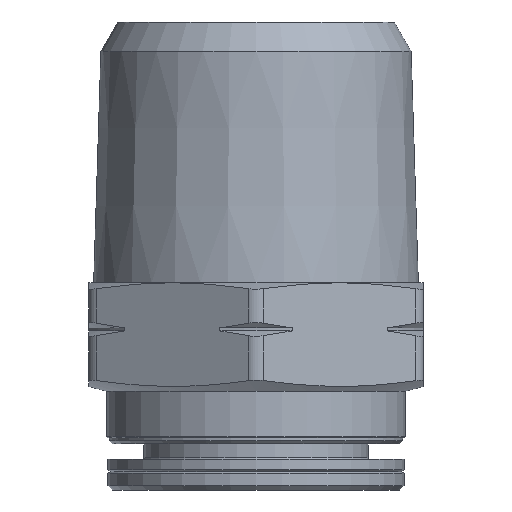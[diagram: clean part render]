
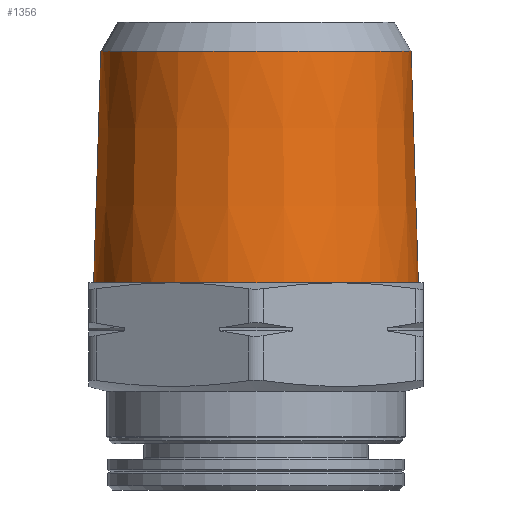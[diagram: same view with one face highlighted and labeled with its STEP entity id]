
A CAD part, front view. The second image highlights one B-rep face of the part: STEP entity #1356.
In plain terms, the highlighted conical face has half-angle 1.788 degrees and reference radius 10.579 mm.
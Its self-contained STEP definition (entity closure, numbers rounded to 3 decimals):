
#28=CONICAL_SURFACE('',#1485,10.579,0.031);
#170=CIRCLE('',#1484,10.108);
#171=CIRCLE('',#1486,10.579);
#408=ORIENTED_EDGE('',*,*,#740,.F.);
#409=ORIENTED_EDGE('',*,*,#741,.T.);
#740=EDGE_CURVE('',#906,#906,#170,.T.);
#741=EDGE_CURVE('',#907,#907,#171,.T.);
#906=VERTEX_POINT('',#2431);
#907=VERTEX_POINT('',#2434);
#1129=EDGE_LOOP('',(#408));
#1130=EDGE_LOOP('',(#409));
#1237=FACE_BOUND('',#1129,.T.);
#1238=FACE_BOUND('',#1130,.T.);
#1356=ADVANCED_FACE('',(#1237,#1238),#28,.T.);
#1484=AXIS2_PLACEMENT_3D('',#2430,#1751,#1752);
#1485=AXIS2_PLACEMENT_3D('',#2432,#1753,#1754);
#1486=AXIS2_PLACEMENT_3D('',#2433,#1755,#1756);
#1751=DIRECTION('',(0.,0.,1.));
#1752=DIRECTION('',(1.,0.,0.));
#1753=DIRECTION('',(0.,0.,-1.));
#1754=DIRECTION('',(-1.,0.,0.));
#1755=DIRECTION('',(0.,0.,1.));
#1756=DIRECTION('',(1.,0.,0.));
#2430=CARTESIAN_POINT('',(0.,0.,15.103));
#2431=CARTESIAN_POINT('',(10.108,0.,15.103));
#2432=CARTESIAN_POINT('',(0.,0.,0.));
#2433=CARTESIAN_POINT('',(0.,0.,0.));
#2434=CARTESIAN_POINT('',(10.579,0.,0.));
